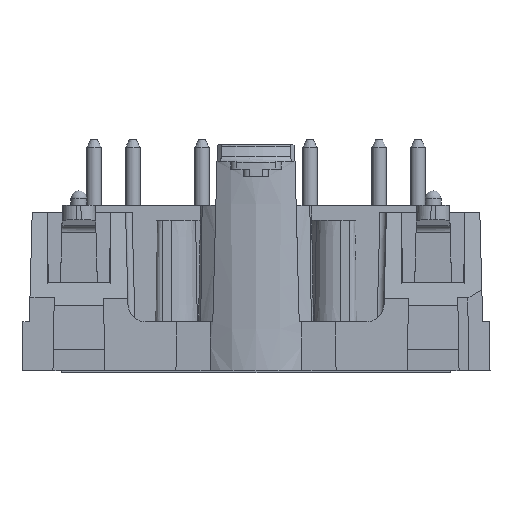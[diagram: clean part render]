
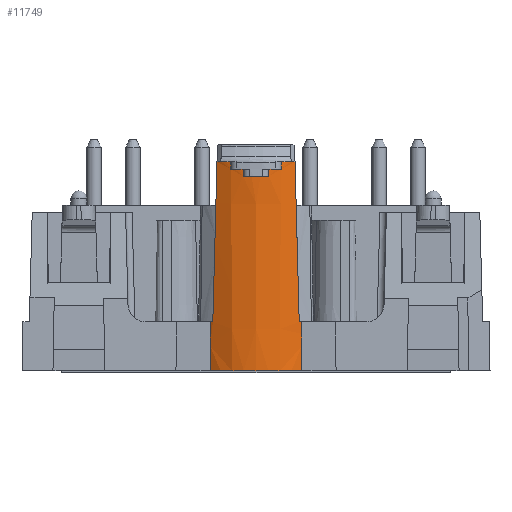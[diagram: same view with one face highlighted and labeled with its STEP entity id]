
A CAD part, left-side view. The second image highlights one B-rep face of the part: STEP entity #11749.
In plain terms, the highlighted conical face has half-angle 0.516 degrees and reference radius 5.5 mm.
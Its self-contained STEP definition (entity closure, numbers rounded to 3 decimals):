
#168=ELLIPSE('',#16262,283.039,6.957);
#169=ELLIPSE('',#16278,283.039,6.957);
#192=ELLIPSE('',#16355,248.172,3.71);
#193=ELLIPSE('',#16357,248.172,3.71);
#227=CONICAL_SURFACE('',#16356,5.5,0.009);
#359=CIRCLE('',#16070,5.469);
#410=CIRCLE('',#16260,5.5);
#411=CIRCLE('',#16264,5.6);
#412=CIRCLE('',#16267,5.595);
#413=CIRCLE('',#16270,5.591);
#414=CIRCLE('',#16273,5.595);
#415=CIRCLE('',#16276,5.6);
#417=CIRCLE('',#16282,5.5);
#800=B_SPLINE_CURVE_WITH_KNOTS('',3,(#24150,#24151,#24152,#24153),
 .UNSPECIFIED.,.F.,.F.,(4,4),(0.002,0.002),
 .UNSPECIFIED.);
#801=B_SPLINE_CURVE_WITH_KNOTS('',3,(#24161,#24162,#24163,#24164),
 .UNSPECIFIED.,.F.,.F.,(4,4),(0.002,0.003),
 .UNSPECIFIED.);
#802=B_SPLINE_CURVE_WITH_KNOTS('',3,(#24172,#24173,#24174,#24175),
 .UNSPECIFIED.,.F.,.F.,(4,4),(0.002,0.002),
 .UNSPECIFIED.);
#803=B_SPLINE_CURVE_WITH_KNOTS('',3,(#24183,#24184,#24185,#24186),
 .UNSPECIFIED.,.F.,.F.,(4,4),(0.002,0.002),
 .UNSPECIFIED.);
#3626=ORIENTED_EDGE('',*,*,#5279,.F.);
#3627=ORIENTED_EDGE('',*,*,#5714,.F.);
#3628=ORIENTED_EDGE('',*,*,#5588,.T.);
#3629=ORIENTED_EDGE('',*,*,#5585,.F.);
#3630=ORIENTED_EDGE('',*,*,#5583,.T.);
#3631=ORIENTED_EDGE('',*,*,#5581,.T.);
#3632=ORIENTED_EDGE('',*,*,#5579,.T.);
#3633=ORIENTED_EDGE('',*,*,#5577,.T.);
#3634=ORIENTED_EDGE('',*,*,#5575,.T.);
#3635=ORIENTED_EDGE('',*,*,#5573,.T.);
#3636=ORIENTED_EDGE('',*,*,#5571,.T.);
#3637=ORIENTED_EDGE('',*,*,#5569,.T.);
#3638=ORIENTED_EDGE('',*,*,#5567,.T.);
#3639=ORIENTED_EDGE('',*,*,#5565,.F.);
#3640=ORIENTED_EDGE('',*,*,#5564,.T.);
#3641=ORIENTED_EDGE('',*,*,#5713,.T.);
#5279=EDGE_CURVE('',#6636,#6637,#359,.F.);
#5564=EDGE_CURVE('',#6843,#6844,#410,.T.);
#5565=EDGE_CURVE('',#6843,#6845,#168,.F.);
#5567=EDGE_CURVE('',#6846,#6845,#411,.T.);
#5569=EDGE_CURVE('',#6847,#6846,#800,.T.);
#5571=EDGE_CURVE('',#6848,#6847,#412,.T.);
#5573=EDGE_CURVE('',#6849,#6848,#801,.T.);
#5575=EDGE_CURVE('',#6850,#6849,#413,.T.);
#5577=EDGE_CURVE('',#6851,#6850,#802,.T.);
#5579=EDGE_CURVE('',#6852,#6851,#414,.T.);
#5581=EDGE_CURVE('',#6853,#6852,#803,.T.);
#5583=EDGE_CURVE('',#6854,#6853,#415,.T.);
#5585=EDGE_CURVE('',#6854,#6855,#169,.F.);
#5588=EDGE_CURVE('',#6856,#6855,#417,.T.);
#5713=EDGE_CURVE('',#6844,#6637,#192,.F.);
#5714=EDGE_CURVE('',#6856,#6636,#193,.T.);
#6636=VERTEX_POINT('',#23493);
#6637=VERTEX_POINT('',#23495);
#6843=VERTEX_POINT('',#24137);
#6844=VERTEX_POINT('',#24139);
#6845=VERTEX_POINT('',#24143);
#6846=VERTEX_POINT('',#24147);
#6847=VERTEX_POINT('',#24154);
#6848=VERTEX_POINT('',#24158);
#6849=VERTEX_POINT('',#24165);
#6850=VERTEX_POINT('',#24169);
#6851=VERTEX_POINT('',#24176);
#6852=VERTEX_POINT('',#24180);
#6853=VERTEX_POINT('',#24187);
#6854=VERTEX_POINT('',#24191);
#6855=VERTEX_POINT('',#24195);
#6856=VERTEX_POINT('',#24199);
#9772=EDGE_LOOP('',(#3626,#3627,#3628,#3629,#3630,#3631,#3632,#3633,#3634,
#3635,#3636,#3637,#3638,#3639,#3640,#3641));
#10594=FACE_BOUND('',#9772,.T.);
#11749=ADVANCED_FACE('',(#10594),#227,.T.);
#16070=AXIS2_PLACEMENT_3D('',#23494,#18250,#18251);
#16260=AXIS2_PLACEMENT_3D('',#24140,#18793,#18794);
#16262=AXIS2_PLACEMENT_3D('',#24142,#18797,#18798);
#16264=AXIS2_PLACEMENT_3D('',#24146,#18802,#18803);
#16267=AXIS2_PLACEMENT_3D('',#24157,#18810,#18811);
#16270=AXIS2_PLACEMENT_3D('',#24168,#18818,#18819);
#16273=AXIS2_PLACEMENT_3D('',#24179,#18826,#18827);
#16276=AXIS2_PLACEMENT_3D('',#24190,#18834,#18835);
#16278=AXIS2_PLACEMENT_3D('',#24194,#18839,#18840);
#16282=AXIS2_PLACEMENT_3D('',#24200,#18847,#18848);
#16355=AXIS2_PLACEMENT_3D('',#24458,#19090,#19091);
#16356=AXIS2_PLACEMENT_3D('',#24459,#19092,#19093);
#16357=AXIS2_PLACEMENT_3D('',#24460,#19094,#19095);
#18250=DIRECTION('',(0.,0.,1.));
#18251=DIRECTION('',(1.,0.,0.));
#18793=DIRECTION('',(0.,0.,-1.));
#18794=DIRECTION('',(-1.,0.,0.));
#18797=DIRECTION('',(0.,-1.,-0.026));
#18798=DIRECTION('',(0.,-0.026,1.));
#18802=DIRECTION('',(0.,0.,-1.));
#18803=DIRECTION('',(-1.,0.,0.));
#18810=DIRECTION('',(0.,0.,-1.));
#18811=DIRECTION('',(-1.,0.,0.));
#18818=DIRECTION('',(0.,0.,-1.));
#18819=DIRECTION('',(-1.,0.,0.));
#18826=DIRECTION('',(0.,0.,-1.));
#18827=DIRECTION('',(-1.,0.,0.));
#18834=DIRECTION('',(0.,0.,-1.));
#18835=DIRECTION('',(-1.,0.,0.));
#18839=DIRECTION('',(0.,1.,-0.026));
#18840=DIRECTION('',(0.,0.026,1.));
#18847=DIRECTION('',(0.,0.,-1.));
#18848=DIRECTION('',(-1.,0.,0.));
#19090=DIRECTION('',(1.,0.,0.017));
#19091=DIRECTION('',(-0.017,0.,1.));
#19092=DIRECTION('',(0.,0.,1.));
#19093=DIRECTION('',(-1.,0.,0.));
#19094=DIRECTION('',(1.,0.,0.017));
#19095=DIRECTION('',(-0.017,0.,1.));
#23493=CARTESIAN_POINT('',(-31.941,-3.193,0.));
#23494=CARTESIAN_POINT('',(-27.5,0.,0.));
#23495=CARTESIAN_POINT('',(-31.941,3.193,0.));
#24137=CARTESIAN_POINT('',(-32.11,3.,3.4));
#24139=CARTESIAN_POINT('',(-32.,3.162,3.4));
#24140=CARTESIAN_POINT('',(-27.5,0.,3.4));
#24142=CARTESIAN_POINT('',(-27.5,-2.549,215.309));
#24143=CARTESIAN_POINT('',(-32.401,2.709,14.5));
#24146=CARTESIAN_POINT('',(-27.5,0.,14.5));
#24147=CARTESIAN_POINT('',(-32.82,1.75,14.5));
#24150=CARTESIAN_POINT('',(-32.815,1.75,14.));
#24151=CARTESIAN_POINT('',(-32.816,1.75,14.167));
#24152=CARTESIAN_POINT('',(-32.818,1.75,14.333));
#24153=CARTESIAN_POINT('',(-32.82,1.75,14.5));
#24154=CARTESIAN_POINT('',(-32.815,1.75,14.));
#24157=CARTESIAN_POINT('',(-27.5,0.,14.));
#24158=CARTESIAN_POINT('',(-33.023,0.9,14.));
#24161=CARTESIAN_POINT('',(-33.018,0.9,13.5));
#24162=CARTESIAN_POINT('',(-33.02,0.9,13.667));
#24163=CARTESIAN_POINT('',(-33.021,0.9,13.833));
#24164=CARTESIAN_POINT('',(-33.023,0.9,14.));
#24165=CARTESIAN_POINT('',(-33.018,0.9,13.5));
#24168=CARTESIAN_POINT('',(-27.5,0.,13.5));
#24169=CARTESIAN_POINT('',(-33.018,-0.9,13.5));
#24172=CARTESIAN_POINT('',(-33.023,-0.9,14.));
#24173=CARTESIAN_POINT('',(-33.021,-0.9,13.833));
#24174=CARTESIAN_POINT('',(-33.02,-0.9,13.667));
#24175=CARTESIAN_POINT('',(-33.018,-0.9,13.5));
#24176=CARTESIAN_POINT('',(-33.023,-0.9,14.));
#24179=CARTESIAN_POINT('',(-27.5,0.,14.));
#24180=CARTESIAN_POINT('',(-32.815,-1.75,14.));
#24183=CARTESIAN_POINT('',(-32.82,-1.75,14.5));
#24184=CARTESIAN_POINT('',(-32.818,-1.75,14.333));
#24185=CARTESIAN_POINT('',(-32.816,-1.75,14.167));
#24186=CARTESIAN_POINT('',(-32.815,-1.75,14.));
#24187=CARTESIAN_POINT('',(-32.82,-1.75,14.5));
#24190=CARTESIAN_POINT('',(-27.5,0.,14.5));
#24191=CARTESIAN_POINT('',(-32.401,-2.709,14.5));
#24194=CARTESIAN_POINT('',(-27.5,2.549,215.309));
#24195=CARTESIAN_POINT('',(-32.11,-3.,3.4));
#24199=CARTESIAN_POINT('',(-32.,-3.162,3.4));
#24200=CARTESIAN_POINT('',(-27.5,0.,3.4));
#24458=CARTESIAN_POINT('',(-29.735,0.,-126.336));
#24459=CARTESIAN_POINT('',(-27.5,0.,3.4));
#24460=CARTESIAN_POINT('',(-29.735,0.,-126.336));
